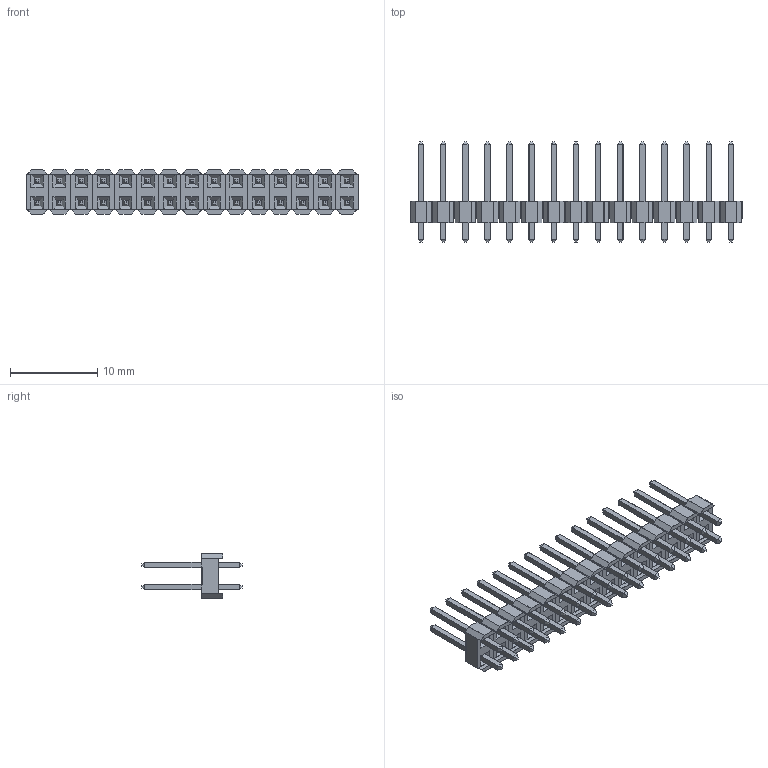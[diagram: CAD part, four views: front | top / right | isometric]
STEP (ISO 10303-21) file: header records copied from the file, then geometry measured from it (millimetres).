
FILE_DESCRIPTION (( 'STEP AP214' ), '1' );
FILE_NAME ('header-2.54-2x15.STEP', '2022-07-23T09:28:49', ( '' ), ( '' ), 'SwSTEP 2.0', 'SolidWorks 2022', '' );
FILE_SCHEMA (( 'AUTOMOTIVE_DESIGN' ));
Length unit declared in the file: millimetre
Products named in the file (3): header-2.54-2x15; header-2.54-body2; header-2.54-pin
Assembly tree (45 placements, depth 2):
  header-2.54-2x15
    header-2.54-body2  x15
    header-2.54-pin  x30
Bounding box: 38.1 x 11.5 x 5.08 mm (x, y, z)
Volume: 483.2 mm3; surface area: 1853.4 mm2
Topology: 45 solids, 45 shells, 2550 faces, 5970 edges, 3480 vertices
Faces by surface type: cylinder 1080, plane 1050, sphere 360, torus 60
Entity records: 4026 total; most frequent: CARTESIAN_POINT 748, DIRECTION 696, ORIENTED_EDGE 600, EDGE_CURVE 300, AXIS2_PLACEMENT_3D 252, LINE 192, VECTOR 192, VERTEX_POINT 176
